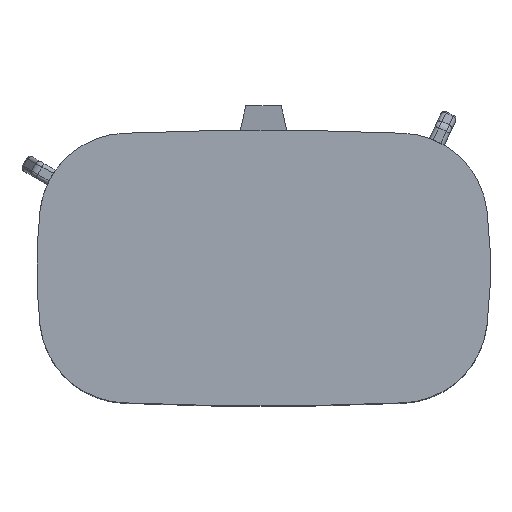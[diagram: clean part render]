
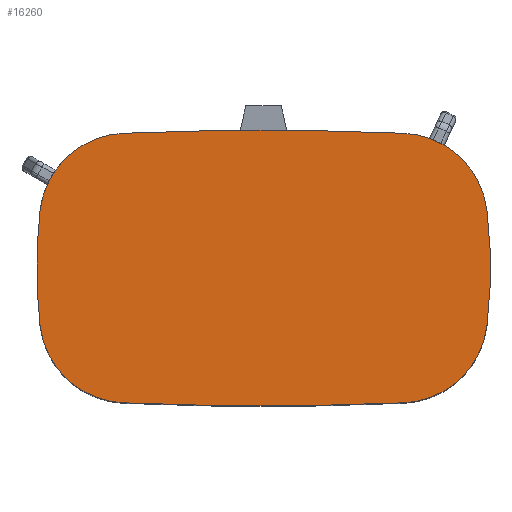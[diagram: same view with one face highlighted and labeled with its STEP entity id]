
A CAD part, top view. The second image highlights one B-rep face of the part: STEP entity #16260.
In plain terms, the highlighted planar face has unit normal (0, 0, 1).
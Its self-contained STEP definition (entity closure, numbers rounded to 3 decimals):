
#100=CARTESIAN_POINT('',(-9.07,-8.714,2.5));
#110=VERTEX_POINT('',#100);
#290=CARTESIAN_POINT('',(-14.447,-3.716,2.5));
#300=VERTEX_POINT('',#290);
#330=CARTESIAN_POINT('',(-8.818,-3.051,2.5));
#340=DIRECTION('',(0.,0.,1.));
#350=DIRECTION('',(1.,0.,0.));
#360=AXIS2_PLACEMENT_3D('',#330,#340,#350);
#370=CIRCLE('',#360,5.668);
#380=EDGE_CURVE('',#300,#110,#370,.T.);
#5780=CARTESIAN_POINT('',(-9.07,8.714,2.5));
#5790=VERTEX_POINT('',#5780);
#5820=CARTESIAN_POINT('',(-8.818,3.051,2.5));
#5830=DIRECTION('',(0.,0.,1.));
#5840=DIRECTION('',(1.,0.,0.));
#5850=AXIS2_PLACEMENT_3D('',#5820,#5830,#5840);
#5860=CIRCLE('',#5850,5.668);
#5870=CARTESIAN_POINT('',(-14.447,3.716,2.5));
#5880=VERTEX_POINT('',#5870);
#5890=EDGE_CURVE('',#5790,#5880,#5860,.T.);
#7170=CARTESIAN_POINT('',(17.01,0.,2.5));
#7180=DIRECTION('',(0.,0.,1.));
#7190=DIRECTION('',(1.,0.,0.));
#7200=AXIS2_PLACEMENT_3D('',#7170,#7180,#7190);
#7210=CIRCLE('',#7200,31.675);
#7220=EDGE_CURVE('',#5880,#300,#7210,.T.);
#9180=CARTESIAN_POINT('',(9.07,-8.714,2.5));
#9190=VERTEX_POINT('',#9180);
#9240=CARTESIAN_POINT('',(8.818,-3.051,2.5));
#9250=DIRECTION('',(0.,0.,1.));
#9260=DIRECTION('',(1.,0.,0.));
#9270=AXIS2_PLACEMENT_3D('',#9240,#9250,#9260);
#9280=CIRCLE('',#9270,5.668);
#9290=CARTESIAN_POINT('',(14.447,-3.716,2.5));
#9300=VERTEX_POINT('',#9290);
#9310=EDGE_CURVE('',#9190,#9300,#9280,.T.);
#10080=CARTESIAN_POINT('',(9.07,8.714,2.5));
#10090=VERTEX_POINT('',#10080);
#10140=CARTESIAN_POINT('',(0.,-194.825,2.5));
#10150=DIRECTION('',(0.,0.,1.));
#10160=DIRECTION('',(1.,0.,0.));
#10170=AXIS2_PLACEMENT_3D('',#10140,#10150,#10160);
#10180=CIRCLE('',#10170,203.741);
#10190=EDGE_CURVE('',#10090,#5790,#10180,.T.);
#13660=CARTESIAN_POINT('',(14.447,3.716,2.5));
#13670=VERTEX_POINT('',#13660);
#13700=CARTESIAN_POINT('',(8.818,3.051,2.5));
#13710=DIRECTION('',(0.,0.,1.));
#13720=DIRECTION('',(1.,0.,0.));
#13730=AXIS2_PLACEMENT_3D('',#13700,#13710,#13720);
#13740=CIRCLE('',#13730,5.668);
#13750=EDGE_CURVE('',#13670,#10090,#13740,.T.);
#14360=CARTESIAN_POINT('',(0.,194.825,2.5));
#14370=DIRECTION('',(0.,0.,1.));
#14380=DIRECTION('',(1.,0.,0.));
#14390=AXIS2_PLACEMENT_3D('',#14360,#14370,#14380);
#14400=CIRCLE('',#14390,203.741);
#14410=EDGE_CURVE('',#110,#9190,#14400,.T.);
#15380=CARTESIAN_POINT('',(-17.01,0.,2.5));
#15390=DIRECTION('',(0.,0.,1.));
#15400=DIRECTION('',(1.,0.,0.));
#15410=AXIS2_PLACEMENT_3D('',#15380,#15390,#15400);
#15420=CIRCLE('',#15410,31.675);
#15430=EDGE_CURVE('',#9300,#13670,#15420,.T.);
#16110=CARTESIAN_POINT('',(-0.597,-1.164,2.5));
#16120=DIRECTION('',(0.,0.,1.));
#16130=DIRECTION('',(1.,0.,0.));
#16140=AXIS2_PLACEMENT_3D('',#16110,#16120,#16130);
#16150=PLANE('',#16140);
#16160=ORIENTED_EDGE('',*,*,#15430,.T.);
#16170=ORIENTED_EDGE('',*,*,#9310,.T.);
#16180=ORIENTED_EDGE('',*,*,#14410,.T.);
#16190=ORIENTED_EDGE('',*,*,#380,.T.);
#16200=ORIENTED_EDGE('',*,*,#7220,.T.);
#16210=ORIENTED_EDGE('',*,*,#5890,.T.);
#16220=ORIENTED_EDGE('',*,*,#10190,.T.);
#16230=ORIENTED_EDGE('',*,*,#13750,.T.);
#16240=EDGE_LOOP('',(#16230,#16220,#16210,#16200,#16190,#16180,#16170,
#16160));
#16250=FACE_OUTER_BOUND('',#16240,.T.);
#16260=ADVANCED_FACE('',(#16250),#16150,.T.);
